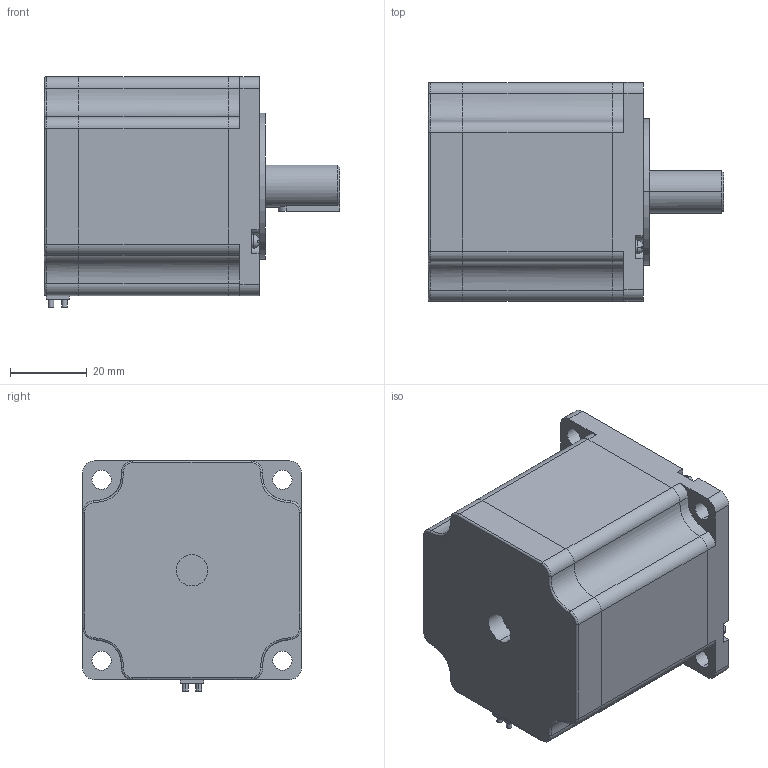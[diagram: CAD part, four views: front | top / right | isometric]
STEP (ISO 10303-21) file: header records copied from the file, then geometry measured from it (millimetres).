
FILE_DESCRIPTION (( 'STEP AP214' ), '1' );
FILE_NAME ('57HS5630A4J-3.STEP', '2023-02-03T07:15:29', ( 'Windows 蚚誧' ), ( 'Organization' ), 'SwSTEP 2.0', 'SolidWorks 2021', '' );
FILE_SCHEMA (( 'AUTOMOTIVE_DESIGN' ));
Length unit declared in the file: millimetre
Products named in the file (1): 57HS5630A4J-3
Bounding box: 77 x 57 x 60 mm (x, y, z)
Volume: 164636.1 mm3; surface area: 30858.6 mm2
Topology: 3 solids, 3 shells, 204 faces, 533 edges, 346 vertices
Faces by surface type: plane 101, cylinder 69, bspline 16, torus 16, cone 2
Entity records: 8050 total; most frequent: CARTESIAN_POINT 1950, ORIENTED_EDGE 1066, DIRECTION 985, EDGE_CURVE 533, AXIS2_PLACEMENT_3D 351, VERTEX_POINT 346, LINE 283, VECTOR 283
